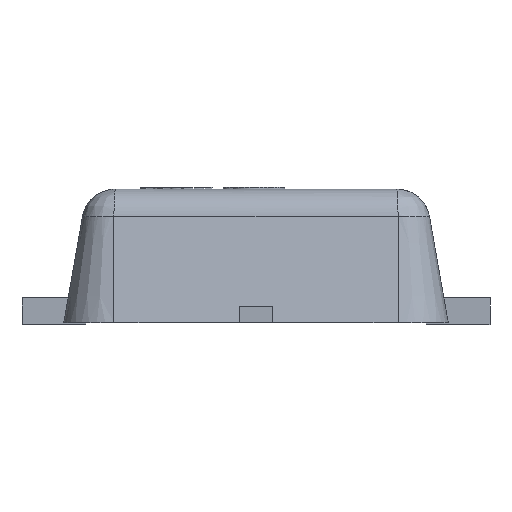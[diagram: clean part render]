
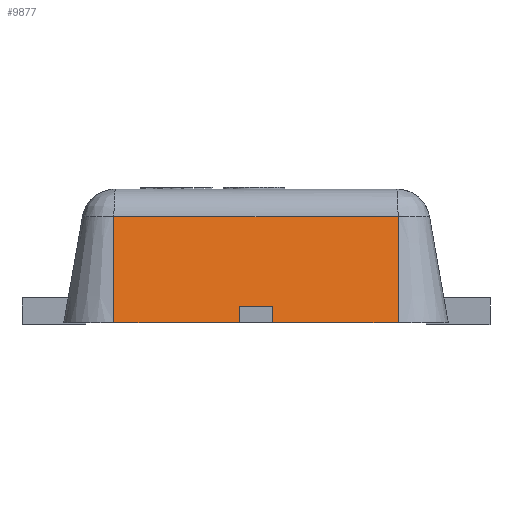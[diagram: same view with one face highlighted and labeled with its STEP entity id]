
A CAD part, left-side view. The second image highlights one B-rep face of the part: STEP entity #9877.
In plain terms, the highlighted planar face has unit normal (-0.985, 0, 0.174).
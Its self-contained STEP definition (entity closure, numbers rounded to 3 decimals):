
#228 = VERTEX_POINT ( 'NONE', #17221 ) ;
#520 = DIRECTION ( 'NONE',  ( 0., -1., 0. ) ) ;
#1061 = VERTEX_POINT ( 'NONE', #7900 ) ;
#1758 = EDGE_CURVE ( 'NONE', #7901, #2307, #7172, .T. ) ;
#1891 = VECTOR ( 'NONE', #14114, 1000. ) ;
#1907 = LINE ( 'NONE', #14666, #13368 ) ;
#2072 = DIRECTION ( 'NONE',  ( -0.174, 0., -0.985 ) ) ;
#2122 = ORIENTED_EDGE ( 'NONE', *, *, #11594, .T. ) ;
#2232 = LINE ( 'NONE', #4980, #6639 ) ;
#2307 = VERTEX_POINT ( 'NONE', #12886 ) ;
#2341 = FACE_OUTER_BOUND ( 'NONE', #4608, .T. ) ;
#2695 = DIRECTION ( 'NONE',  ( 0., 1., 0. ) ) ;
#2873 = DIRECTION ( 'NONE',  ( 0., -1., 0. ) ) ;
#3400 = AXIS2_PLACEMENT_3D ( 'NONE', #7946, #14923, #11933 ) ;
#3636 = CARTESIAN_POINT ( 'NONE',  ( -1.45, -0.85, 0. ) ) ;
#3688 = VECTOR ( 'NONE', #9317, 1000. ) ;
#3692 = CARTESIAN_POINT ( 'NONE',  ( -1.45, -0.1, 0. ) ) ;
#4073 = CARTESIAN_POINT ( 'NONE',  ( -1.338, 0.85, 0.635 ) ) ;
#4608 = EDGE_LOOP ( 'NONE', ( #14878, #11927, #7817, #11703, #2122, #12488, #15005, #13108 ) ) ;
#4980 = CARTESIAN_POINT ( 'NONE',  ( -1.45, 0.1, 0. ) ) ;
#4996 = PLANE ( 'NONE',  #3400 ) ;
#5807 = DIRECTION ( 'NONE',  ( 0., -1., 0. ) ) ;
#6639 = VECTOR ( 'NONE', #13543, 1000. ) ;
#7172 = LINE ( 'NONE', #15610, #9612 ) ;
#7817 = ORIENTED_EDGE ( 'NONE', *, *, #15026, .T. ) ;
#7900 = CARTESIAN_POINT ( 'NONE',  ( -1.338, -0.85, 0.635 ) ) ;
#7901 = VERTEX_POINT ( 'NONE', #11066 ) ;
#7933 = LINE ( 'NONE', #3692, #3688 ) ;
#7946 = CARTESIAN_POINT ( 'NONE',  ( -1.45, 0.85, 0. ) ) ;
#8592 = VERTEX_POINT ( 'NONE', #8650 ) ;
#8650 = CARTESIAN_POINT ( 'NONE',  ( -1.432, -0.1, 0.1 ) ) ;
#9155 = CARTESIAN_POINT ( 'NONE',  ( -1.45, -0.85, 0. ) ) ;
#9317 = DIRECTION ( 'NONE',  ( -0.174, 0., -0.985 ) ) ;
#9515 = EDGE_CURVE ( 'NONE', #8592, #228, #7933, .T. ) ;
#9612 = VECTOR ( 'NONE', #5807, 1000. ) ;
#9752 = CARTESIAN_POINT ( 'NONE',  ( -1.432, 0.85, 0.1 ) ) ;
#9877 = ADVANCED_FACE ( 'NONE', ( #2341 ), #4996, .T. ) ;
#10653 = EDGE_CURVE ( 'NONE', #1061, #14801, #14663, .T. ) ;
#11066 = CARTESIAN_POINT ( 'NONE',  ( -1.45, 0.85, 0. ) ) ;
#11594 = EDGE_CURVE ( 'NONE', #1061, #16087, #16664, .T. ) ;
#11703 = ORIENTED_EDGE ( 'NONE', *, *, #10653, .F. ) ;
#11866 = VECTOR ( 'NONE', #2072, 1000. ) ;
#11927 = ORIENTED_EDGE ( 'NONE', *, *, #9515, .T. ) ;
#11933 = DIRECTION ( 'NONE',  ( 0.174, 0., 0.985 ) ) ;
#12488 = ORIENTED_EDGE ( 'NONE', *, *, #15244, .T. ) ;
#12886 = CARTESIAN_POINT ( 'NONE',  ( -1.45, 0.1, 0. ) ) ;
#13108 = ORIENTED_EDGE ( 'NONE', *, *, #14458, .T. ) ;
#13368 = VECTOR ( 'NONE', #520, 1000. ) ;
#13543 = DIRECTION ( 'NONE',  ( 0.174, 0., 0.985 ) ) ;
#13769 = LINE ( 'NONE', #14037, #1891 ) ;
#14037 = CARTESIAN_POINT ( 'NONE',  ( -1.45, 0.85, 0. ) ) ;
#14114 = DIRECTION ( 'NONE',  ( -0.174, 0., -0.985 ) ) ;
#14152 = VECTOR ( 'NONE', #2873, 1000. ) ;
#14458 = EDGE_CURVE ( 'NONE', #2307, #17216, #2232, .T. ) ;
#14569 = EDGE_CURVE ( 'NONE', #17216, #8592, #16743, .T. ) ;
#14663 = LINE ( 'NONE', #9155, #11866 ) ;
#14666 = CARTESIAN_POINT ( 'NONE',  ( -1.45, 0.85, 0. ) ) ;
#14801 = VERTEX_POINT ( 'NONE', #3636 ) ;
#14878 = ORIENTED_EDGE ( 'NONE', *, *, #14569, .T. ) ;
#14923 = DIRECTION ( 'NONE',  ( -0.985, 0., 0.174 ) ) ;
#15005 = ORIENTED_EDGE ( 'NONE', *, *, #1758, .T. ) ;
#15026 = EDGE_CURVE ( 'NONE', #228, #14801, #1907, .T. ) ;
#15244 = EDGE_CURVE ( 'NONE', #16087, #7901, #13769, .T. ) ;
#15610 = CARTESIAN_POINT ( 'NONE',  ( -1.45, 0.85, 0. ) ) ;
#15611 = CARTESIAN_POINT ( 'NONE',  ( -1.432, 0.1, 0.1 ) ) ;
#15644 = VECTOR ( 'NONE', #2695, 1000. ) ;
#16087 = VERTEX_POINT ( 'NONE', #17320 ) ;
#16664 = LINE ( 'NONE', #4073, #15644 ) ;
#16743 = LINE ( 'NONE', #9752, #14152 ) ;
#17216 = VERTEX_POINT ( 'NONE', #15611 ) ;
#17221 = CARTESIAN_POINT ( 'NONE',  ( -1.45, -0.1, 0. ) ) ;
#17320 = CARTESIAN_POINT ( 'NONE',  ( -1.338, 0.85, 0.635 ) ) ;
